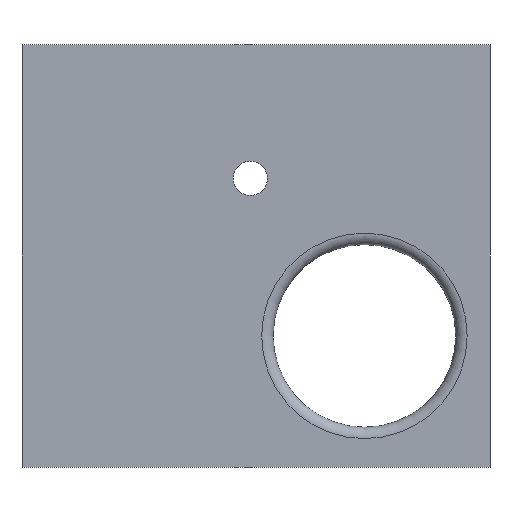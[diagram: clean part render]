
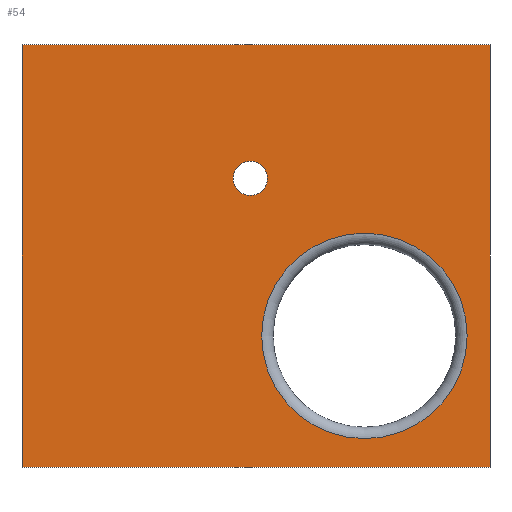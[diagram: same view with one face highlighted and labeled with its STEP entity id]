
A CAD part, front view. The second image highlights one B-rep face of the part: STEP entity #54.
In plain terms, the highlighted planar face has unit normal (0, -1, 0).
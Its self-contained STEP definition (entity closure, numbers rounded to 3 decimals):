
#54=ADVANCED_FACE('',(#76,#78,#80),#82,.F.);
#76=FACE_BOUND('',#77,.T.);
#77=EDGE_LOOP('',(#175,#176,#177,#178));
#78=FACE_BOUND('',#79,.T.);
#79=EDGE_LOOP('',(#179));
#80=FACE_BOUND('',#81,.T.);
#81=EDGE_LOOP('',(#180));
#82=PLANE('',#83);
#83=AXIS2_PLACEMENT_3D('',#84,#85,#86);
#84=CARTESIAN_POINT('',(0.,0.,0.));
#85=DIRECTION('',(0.,1.,0.));
#86=DIRECTION('',(-1.,0.,0.));
#175=ORIENTED_EDGE('',*,*,#215,.F.);
#176=ORIENTED_EDGE('',*,*,#216,.F.);
#177=ORIENTED_EDGE('',*,*,#217,.F.);
#178=ORIENTED_EDGE('',*,*,#218,.F.);
#179=ORIENTED_EDGE('',*,*,#219,.T.);
#180=ORIENTED_EDGE('',*,*,#220,.T.);
#215=EDGE_CURVE('',#241,#242,#243,.T.);
#216=EDGE_CURVE('',#244,#241,#245,.T.);
#217=EDGE_CURVE('',#246,#244,#247,.T.);
#218=EDGE_CURVE('',#242,#246,#248,.T.);
#219=EDGE_CURVE('',#249,#249,#250,.T.);
#220=EDGE_CURVE('',#251,#251,#252,.T.);
#241=VERTEX_POINT('',#291);
#242=VERTEX_POINT('',#292);
#243=LINE('',#293,#294);
#244=VERTEX_POINT('',#296);
#245=LINE('',#297,#298);
#246=VERTEX_POINT('',#300);
#247=LINE('',#301,#302);
#248=LINE('',#304,#305);
#249=VERTEX_POINT('',#307);
#250=CIRCLE('',#308,1.5);
#251=VERTEX_POINT('',#312);
#252=CIRCLE('',#313,9.);
#291=CARTESIAN_POINT('',(-30.,0.,-11.5));
#292=CARTESIAN_POINT('',(-30.,0.,25.5));
#293=CARTESIAN_POINT('',(-30.,0.,-11.5));
#294=VECTOR('',#295,1.);
#295=DIRECTION('',(0.,0.,1.));
#296=CARTESIAN_POINT('',(11.,0.,-11.5));
#297=CARTESIAN_POINT('',(11.,0.,-11.5));
#298=VECTOR('',#299,1.);
#299=DIRECTION('',(-1.,0.,0.));
#300=CARTESIAN_POINT('',(11.,0.,25.5));
#301=CARTESIAN_POINT('',(11.,0.,25.5));
#302=VECTOR('',#303,1.);
#303=DIRECTION('',(0.,0.,-1.));
#304=CARTESIAN_POINT('',(-30.,0.,25.5));
#305=VECTOR('',#306,1.);
#306=DIRECTION('',(1.,0.,0.));
#307=CARTESIAN_POINT('',(-11.5,0.,13.8));
#308=AXIS2_PLACEMENT_3D('',#309,#310,#311);
#309=CARTESIAN_POINT('',(-10.,0.,13.8));
#310=DIRECTION('',(0.,1.,0.));
#311=DIRECTION('',(-1.,0.,0.));
#312=CARTESIAN_POINT('',(-9.,0.,0.));
#313=AXIS2_PLACEMENT_3D('',#314,#315,#316);
#314=CARTESIAN_POINT('',(0.,0.,0.));
#315=DIRECTION('',(0.,1.,0.));
#316=DIRECTION('',(-1.,0.,0.));
